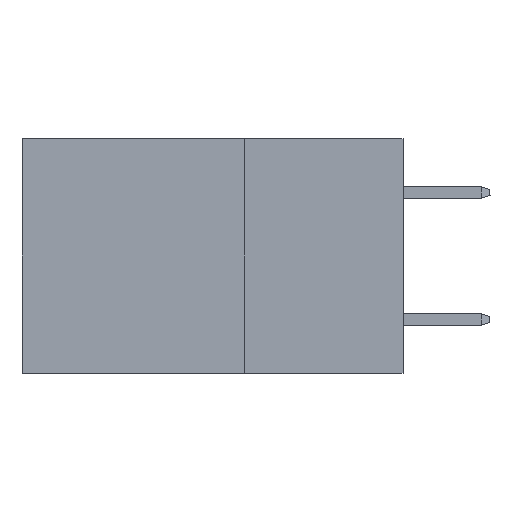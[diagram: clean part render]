
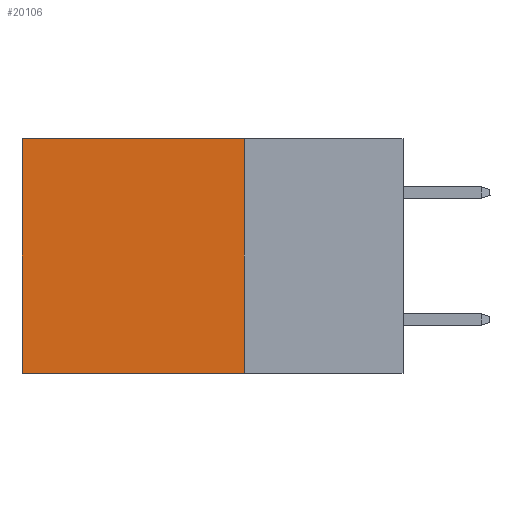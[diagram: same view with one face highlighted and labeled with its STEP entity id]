
A CAD part, left-side view. The second image highlights one B-rep face of the part: STEP entity #20106.
In plain terms, the highlighted planar face has unit normal (-1, 0, 0).
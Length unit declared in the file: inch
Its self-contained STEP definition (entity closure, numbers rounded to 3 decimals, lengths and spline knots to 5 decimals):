
#666 = CARTESIAN_POINT ( 'NONE',  ( 0.2875, 0.6, -0.37 ) ) ;
#735 = CARTESIAN_POINT ( 'NONE',  ( 0.2875, 0.25, -0.37 ) ) ;
#1711 = CARTESIAN_POINT ( 'NONE',  ( 0.2875, 0.25, 0. ) ) ;
#3211 = EDGE_CURVE ( 'NONE', #31978, #20309, #32589, .T. ) ;
#3434 = CARTESIAN_POINT ( 'NONE',  ( 0.2875, 0.25, 0. ) ) ;
#3966 = LINE ( 'NONE', #25438, #27310 ) ;
#4449 = EDGE_CURVE ( 'NONE', #23748, #31978, #36519, .T. ) ;
#4856 = DIRECTION ( 'NONE',  ( 1., 0., 0. ) ) ;
#5088 = CARTESIAN_POINT ( 'NONE',  ( 0.2875, 0.6, 0. ) ) ;
#6702 = EDGE_CURVE ( 'NONE', #23748, #35496, #22996, .T. ) ;
#7829 = ORIENTED_EDGE ( 'NONE', *, *, #3211, .T. ) ;
#7938 = DIRECTION ( 'NONE',  ( 0., 1., 0. ) ) ;
#12702 = ORIENTED_EDGE ( 'NONE', *, *, #6702, .F. ) ;
#13942 = DIRECTION ( 'NONE',  ( 0., 0., -1. ) ) ;
#14566 = VECTOR ( 'NONE', #13942, 39.37008 ) ;
#15140 = VECTOR ( 'NONE', #34173, 39.37008 ) ;
#15306 = DIRECTION ( 'NONE',  ( 0., 1., 0. ) ) ;
#16970 = FACE_OUTER_BOUND ( 'NONE', #23611, .T. ) ;
#17048 = ORIENTED_EDGE ( 'NONE', *, *, #33805, .F. ) ;
#19958 = CARTESIAN_POINT ( 'NONE',  ( 0.2875, 0.6, 0. ) ) ;
#20106 = ADVANCED_FACE ( 'NONE', ( #16970 ), #28286, .F. ) ;
#20309 = VERTEX_POINT ( 'NONE', #666 ) ;
#22662 = AXIS2_PLACEMENT_3D ( 'NONE', #28474, #4856, #29203 ) ;
#22996 = LINE ( 'NONE', #1711, #14566 ) ;
#23611 = EDGE_LOOP ( 'NONE', ( #7829, #17048, #12702, #31632 ) ) ;
#23748 = VERTEX_POINT ( 'NONE', #29364 ) ;
#25438 = CARTESIAN_POINT ( 'NONE',  ( 0.2875, 0.25, -0.37 ) ) ;
#27310 = VECTOR ( 'NONE', #7938, 39.37008 ) ;
#28001 = VECTOR ( 'NONE', #15306, 39.37008 ) ;
#28286 = PLANE ( 'NONE',  #22662 ) ;
#28474 = CARTESIAN_POINT ( 'NONE',  ( 0.2875, 0.25, 0. ) ) ;
#29203 = DIRECTION ( 'NONE',  ( 0., 0., -1. ) ) ;
#29364 = CARTESIAN_POINT ( 'NONE',  ( 0.2875, 0.25, 0. ) ) ;
#31632 = ORIENTED_EDGE ( 'NONE', *, *, #4449, .T. ) ;
#31978 = VERTEX_POINT ( 'NONE', #19958 ) ;
#32589 = LINE ( 'NONE', #5088, #15140 ) ;
#33805 = EDGE_CURVE ( 'NONE', #35496, #20309, #3966, .T. ) ;
#34173 = DIRECTION ( 'NONE',  ( 0., 0., -1. ) ) ;
#35496 = VERTEX_POINT ( 'NONE', #735 ) ;
#36519 = LINE ( 'NONE', #3434, #28001 ) ;
